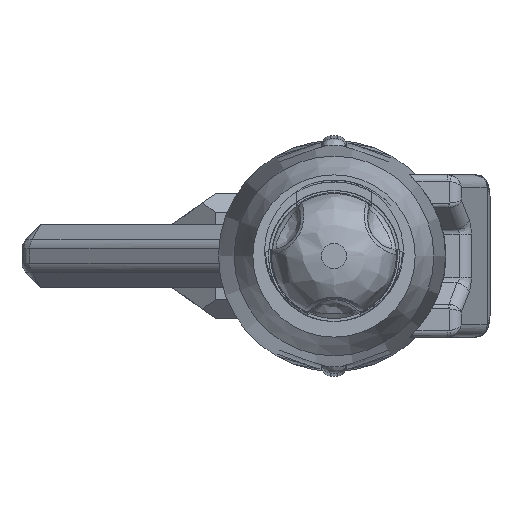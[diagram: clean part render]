
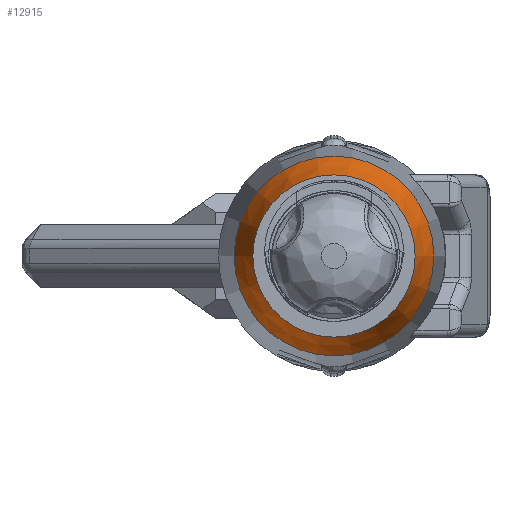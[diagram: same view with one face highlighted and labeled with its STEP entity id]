
A CAD part, left-side view. The second image highlights one B-rep face of the part: STEP entity #12915.
In plain terms, the highlighted conical face has half-angle 18.435 degrees and reference radius 14.5 mm.
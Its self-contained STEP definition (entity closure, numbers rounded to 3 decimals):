
#127=CONICAL_SURFACE('',#13739,14.5,0.322);
#1706=FACE_OUTER_BOUND('',#2472,.T.);
#2472=EDGE_LOOP('',(#9366,#9367,#9368,#9369,#9370));
#3231=LINE('',#24402,#3993);
#3993=VECTOR('',#15107,14.5);
#4632=CIRCLE('',#13740,13.);
#4633=CIRCLE('',#13741,16.);
#4634=CIRCLE('',#13742,16.);
#5273=VERTEX_POINT('',#24399);
#5274=VERTEX_POINT('',#24401);
#5275=VERTEX_POINT('',#24403);
#6800=EDGE_CURVE('',#5273,#5273,#4632,.T.);
#6801=EDGE_CURVE('',#5273,#5274,#3231,.T.);
#6802=EDGE_CURVE('',#5275,#5274,#4633,.T.);
#6803=EDGE_CURVE('',#5274,#5275,#4634,.T.);
#9366=ORIENTED_EDGE('',*,*,#6800,.T.);
#9367=ORIENTED_EDGE('',*,*,#6801,.T.);
#9368=ORIENTED_EDGE('',*,*,#6802,.F.);
#9369=ORIENTED_EDGE('',*,*,#6803,.F.);
#9370=ORIENTED_EDGE('',*,*,#6801,.F.);
#12915=ADVANCED_FACE('',(#1706),#127,.T.);
#13739=AXIS2_PLACEMENT_3D('',#24398,#15103,#15104);
#13740=AXIS2_PLACEMENT_3D('',#24400,#15105,#15106);
#13741=AXIS2_PLACEMENT_3D('',#24404,#15108,#15109);
#13742=AXIS2_PLACEMENT_3D('',#24405,#15110,#15111);
#15103=DIRECTION('center_axis',(1.,0.,0.));
#15104=DIRECTION('ref_axis',(0.,-1.,0.));
#15105=DIRECTION('center_axis',(1.,0.,0.));
#15106=DIRECTION('ref_axis',(0.,-1.,0.));
#15107=DIRECTION('',(0.949,0.316,0.));
#15108=DIRECTION('center_axis',(1.,0.,0.));
#15109=DIRECTION('ref_axis',(0.,1.,0.));
#15110=DIRECTION('center_axis',(1.,0.,0.));
#15111=DIRECTION('ref_axis',(0.,1.,0.));
#24398=CARTESIAN_POINT('Origin',(1.5,0.,0.));
#24399=CARTESIAN_POINT('',(-3.,13.,0.));
#24400=CARTESIAN_POINT('Origin',(-3.,0.,0.));
#24401=CARTESIAN_POINT('',(6.,16.,0.));
#24402=CARTESIAN_POINT('',(1.5,14.5,0.));
#24403=CARTESIAN_POINT('',(6.,-16.,0.));
#24404=CARTESIAN_POINT('Origin',(6.,0.,0.));
#24405=CARTESIAN_POINT('Origin',(6.,0.,0.));
